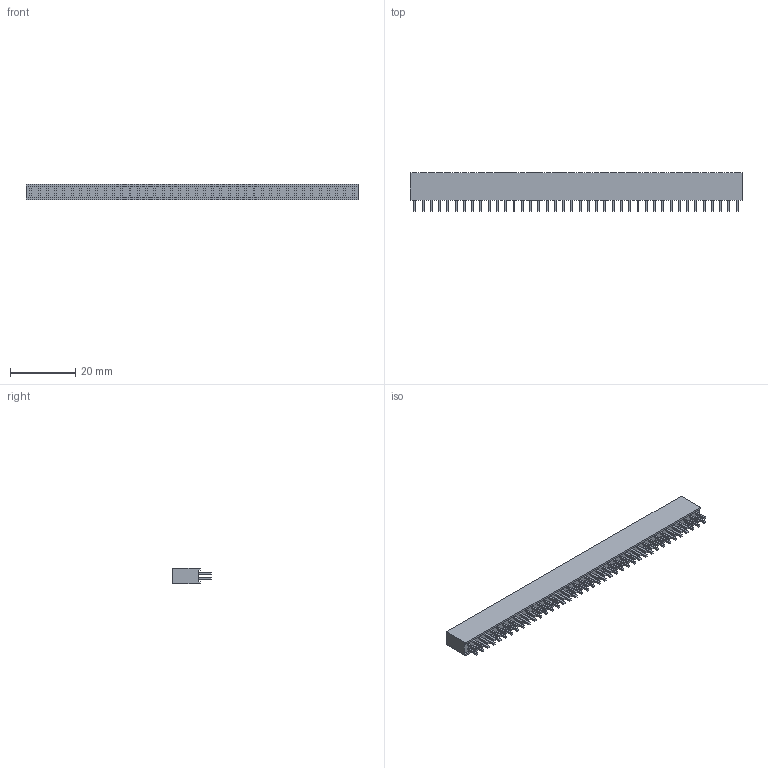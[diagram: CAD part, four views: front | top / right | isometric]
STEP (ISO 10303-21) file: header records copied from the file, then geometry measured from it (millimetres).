
FILE_DESCRIPTION (( 'STEP AP214' ), '1' );
FILE_NAME ('User Library-Pin Header Socket 2x40 Pitch 2.54mm.STEP', '2016-04-08T04:38:18', ( 'Windows User' ), ( '' ), 'SwSTEP 2.0', 'SolidWorks 2016', '' );
FILE_SCHEMA (( 'AUTOMOTIVE_DESIGN' ));
Length unit declared in the file: millimetre
Products named in the file (1): User Library-Pin Header Socket 2x40 Pitch 2.54mm
Bounding box: 102 x 11.85 x 4.85 mm (x, y, z)
Volume: 3829.6 mm3; surface area: 5165.3 mm2
Topology: 81 solids, 81 shells, 1130 faces, 2584 edges, 1616 vertices
Faces by surface type: plane 1130
Entity records: 37141 total; most frequent: CARTESIAN_POINT 5331, ORIENTED_EDGE 5168, DIRECTION 4846, LINE 2584, VECTOR 2584, EDGE_CURVE 2584, VERTEX_POINT 1616, EDGE_LOOP 1290
